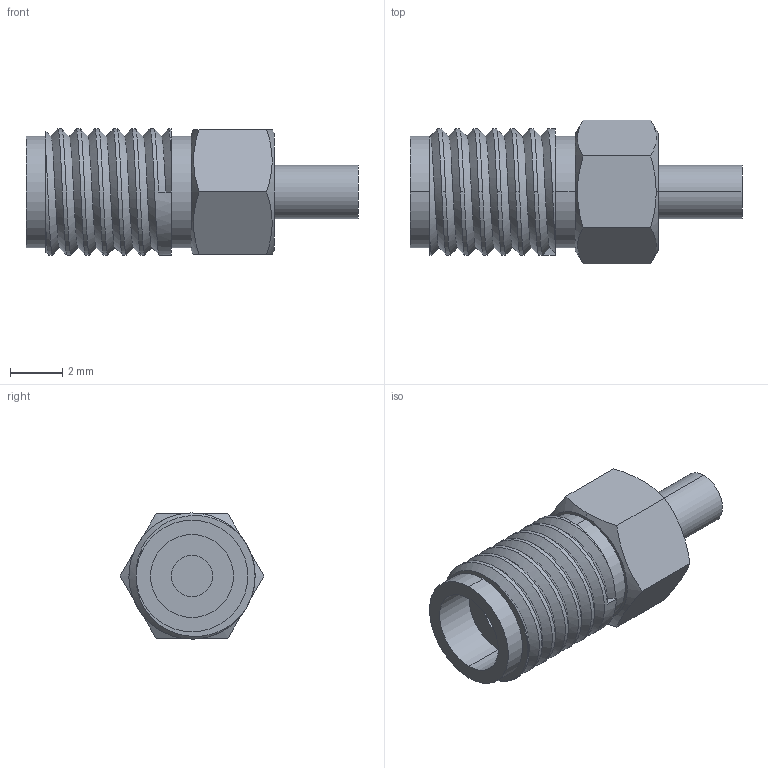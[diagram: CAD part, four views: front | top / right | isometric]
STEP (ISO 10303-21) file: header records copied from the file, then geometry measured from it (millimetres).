
FILE_DESCRIPTION (( 'STEP AP203' ), '1' );
FILE_NAME ('FMCN1866_3D.STEP', '2022-02-02T00:04:25', ( '' ), ( '' ), 'SwSTEP 2.0', 'SolidWorks 2021', '' );
FILE_SCHEMA (( 'CONFIG_CONTROL_DESIGN' ));
Length unit declared in the file: inch
Products named in the file (1): FMCN1866_3D
Bounding box: 12.7 x 5.5 x 4.83 mm (x, y, z)
Volume: 148.9 mm3; surface area: 290.4 mm2
Topology: 1 solids, 1 shells, 55 faces, 133 edges, 88 vertices
Faces by surface type: cylinder 31, plane 18, cone 4, bspline 2
Entity records: 2344 total; most frequent: CARTESIAN_POINT 1069, ORIENTED_EDGE 266, DIRECTION 231, EDGE_CURVE 133, AXIS2_PLACEMENT_3D 95, VERTEX_POINT 88, EDGE_LOOP 63, FACE_OUTER_BOUND 55
